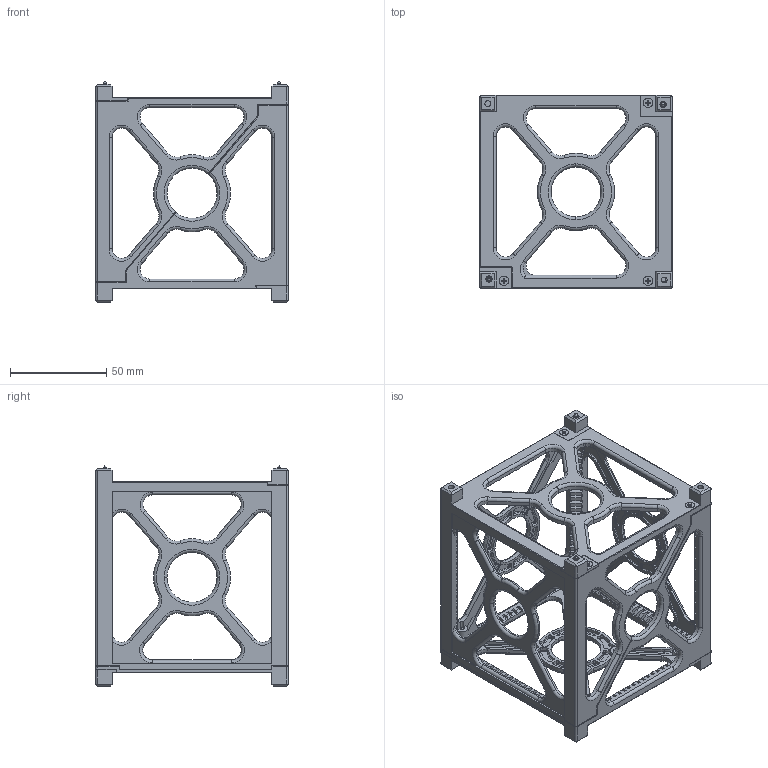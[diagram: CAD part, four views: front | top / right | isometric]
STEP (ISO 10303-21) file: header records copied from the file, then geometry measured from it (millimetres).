
FILE_DESCRIPTION(('FreeCAD Model'),'2;1');
FILE_NAME('Open CASCADE Shape Model','2024-06-14T16:31:48',('Author'),( ''),'Open CASCADE STEP processor 7.6','FreeCAD','Unknown');
FILE_SCHEMA(('CONFIG_CONTROL_DESIGN','SHAPE_APPEARANCE_LAYER_MIM'));
Length unit declared in the file: millimetre
Products named in the file (17): Part; Cube_1U; Spring_plunger001; Nut_8-36_UNC; CSK_1U_Chassis_Skeleton_RevD; Spring_plunger; Spring_plunger003; Nut_8-36_UNC001; Screw_UNI_9709-ph-tz_3x12.2; 1; Screw_UNI_9709-ph-tz_3x12.003; Screw_UNI_9709-ph-tz_3x12.004; Screw_UNI_9709-ph-tz_3x12.005; Screw_UNI_9709-ph-tz_3x12.006; Screw_UNI_9709-ph-tz_3x12.007; Foot.2; Half.2
Assembly tree (27 placements, depth 5):
  Part
    Cube_1U
      Spring_plunger001
        Nut_8-36_UNC
          CSK_1U_Chassis_Skeleton_RevD
        Spring_plunger
      Spring_plunger003
        Nut_8-36_UNC001
          CSK_1U_Chassis_Skeleton_RevD
        Spring_plunger
      Screw_UNI_9709-ph-tz_3x12.2
        1
      Screw_UNI_9709-ph-tz_3x12.003
        1
      Screw_UNI_9709-ph-tz_3x12.004
        1
      Screw_UNI_9709-ph-tz_3x12.005
        1
      Screw_UNI_9709-ph-tz_3x12.006
        1
      Screw_UNI_9709-ph-tz_3x12.007
        1
      Foot.2  x4
      Half.2  x2
Bounding box: 100 x 100 x 114.32 mm (x, y, z)
Volume: 79973 mm3; surface area: 82505.6 mm2
Topology: 16 solids, 16 shells, 4498 faces, 11832 edges, 7352 vertices
Faces by surface type: plane 2064, cylinder 1382, torus 690, cone 332, sphere 18, bspline 8, revolution 4
Entity records: 67239 total; most frequent: CARTESIAN_POINT 15269, DIRECTION 11091, ORIENTED_EDGE 10598, EDGE_CURVE 5299, AXIS2_PLACEMENT_3D 3886, LINE 3317, VECTOR 3317, VERTEX_POINT 3310
